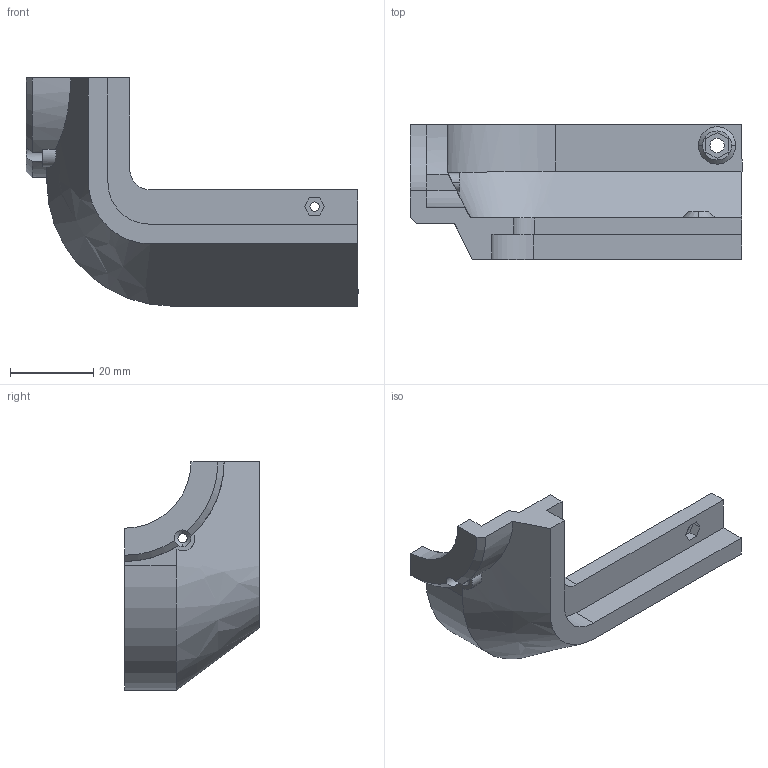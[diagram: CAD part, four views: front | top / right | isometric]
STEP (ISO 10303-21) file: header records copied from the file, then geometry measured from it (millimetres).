
FILE_DESCRIPTION (( 'STEP AP203' ), '1' );
FILE_NAME ('Body_Bottom_4.STEP', '2024-10-28T17:09:20', ( '' ), ( '' ), 'SwSTEP 2.0', 'SolidWorks 2023', '' );
FILE_SCHEMA (( 'CONFIG_CONTROL_DESIGN' ));
Length unit declared in the file: millimetre
Products named in the file (1): Body_Bottom_4
Bounding box: 80 x 32.5 x 55 mm (x, y, z)
Volume: 21258.5 mm3; surface area: 11021.5 mm2
Topology: 1 solids, 1 shells, 66 faces, 178 edges, 117 vertices
Faces by surface type: plane 36, cylinder 20, cone 8, bspline 2
Entity records: 2898 total; most frequent: CARTESIAN_POINT 1143, ORIENTED_EDGE 356, DIRECTION 340, EDGE_CURVE 178, VERTEX_POINT 117, AXIS2_PLACEMENT_3D 115, LINE 110, VECTOR 110
